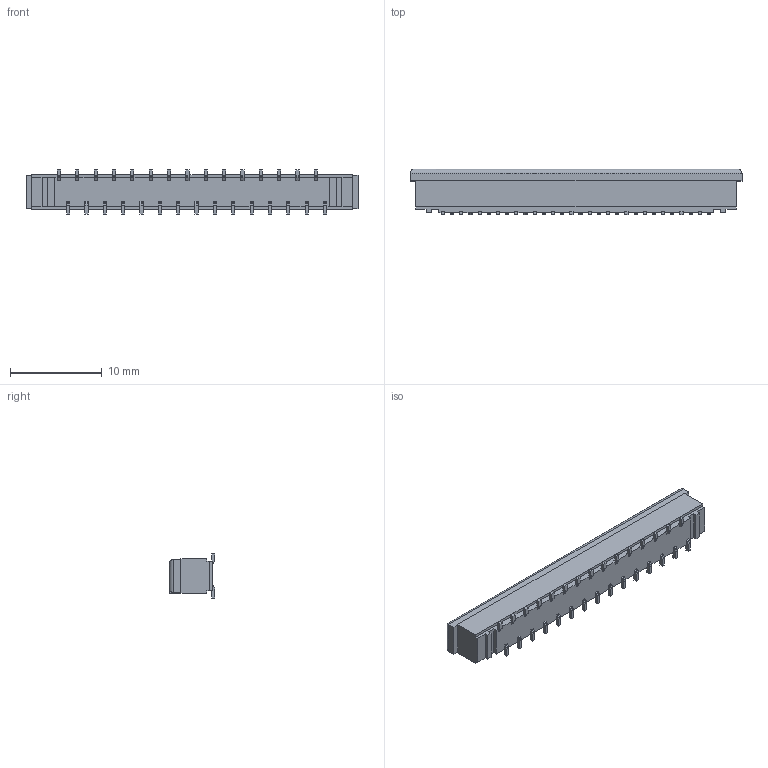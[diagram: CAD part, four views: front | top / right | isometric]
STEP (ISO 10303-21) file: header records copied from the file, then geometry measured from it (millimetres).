
FILE_DESCRIPTION(('STEP AP214'),'1');
FILE_NAME('ffc_fpc_affc10-30-100-svs-t.stp','2015-04-30T10:50:43',('TraceParts'),('TraceParts S.A.'),'XStep 1.0',' ',' ');
FILE_SCHEMA(('automotive_design'));
Length unit declared in the file: millimetre
Products named in the file (1): 1
Bounding box: 36.2 x 5 x 4.8 mm (x, y, z)
Volume: 572.6 mm3; surface area: 935.9 mm2
Topology: 1 solids, 1 shells, 1228 faces, 3670 edges, 2444 vertices
Faces by surface type: plane 1223, cylinder 5
Entity records: 80946 total; most frequent: CARTESIAN_POINT 7343, STYLED_ITEM 7342, PRESENTATION_STYLE_ASSIGNMENT 7342, COLOUR_RGB 7342, ORIENTED_EDGE 7340, DIRECTION 6134, EDGE_CURVE 3670, CURVE_STYLE 3670
